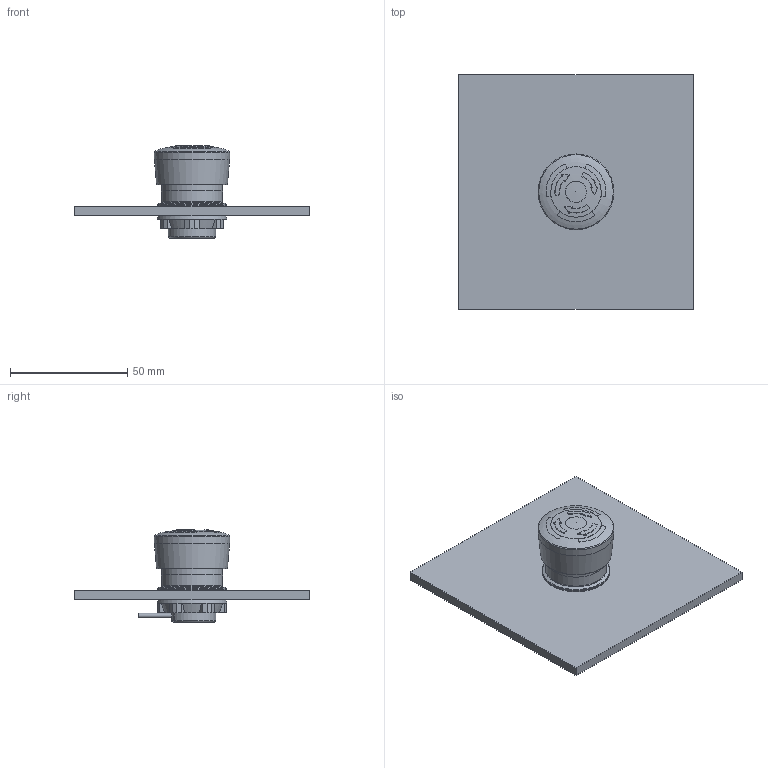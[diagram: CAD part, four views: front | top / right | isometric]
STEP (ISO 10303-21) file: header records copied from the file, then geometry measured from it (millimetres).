
FILE_DESCRIPTION(/* description */ ('Unknown'),/* implementation_level */ '2;1');
FILE_NAME(/* name */ '84-5321.2B40_Rendering',/* time_stamp */ '2021-04-21T08:58:20+02:00',/* author */ ('Unknown'),/* organization */ ('Unknown'),/* preprocessor_version */ 'ST-DEVELOPER v16.7',/* originating_system */ 'DEX',/* authorisation */ $);
FILE_SCHEMA (('AUTOMOTIVE_DESIGN {1 0 10303 214 3 1 1}'));
Length unit declared in the file: millimetre
Products named in the file (15): 84-5321.2B40_E-Stop Pushbutton_R_00585215; 84-5321.2B40_E-Stop Pushbutton_00585216_oa_0; Gehäuse mit Weichkomponente KNA_00584464; Gehäuse ohne Weichkomponente,gelb_00584236; Weichkomponente vom Gehäuse,schwarz_00584240; Druckhaube_00521757; Schaltelement_OE_OE_KNA_00452207; Schraubring_00301237; Oeffnerkontakt_kurz_KNA_00452250; Kontaktniet_KNA_00452246; Oeffnerkontakt_kurz_KNA_00452253; 282388_000283365_000283367_000283369; Abdeckung_KNA_00452240; Panel_R_D1-22_B-4mm_00584775; 84-5221.2B20_Leuchtrot_00589347
Assembly tree (15 placements, depth 4):
  84-5321.2B40_E-Stop Pushbutton_R_00585215
    84-5321.2B40_E-Stop Pushbutton_00585216_oa_0
      Gehäuse mit Weichkomponente KNA_00584464
        Gehäuse ohne Weichkomponente,gelb_00584236
        Weichkomponente vom Gehäuse,schwarz_00584240
      Druckhaube_00521757
      Schaltelement_OE_OE_KNA_00452207
      Schraubring_00301237
      Oeffnerkontakt_kurz_KNA_00452250  x2
        Kontaktniet_KNA_00452246
        Oeffnerkontakt_kurz_KNA_00452253
      282388_000283365_000283367_000283369
      Abdeckung_KNA_00452240
    Panel_R_D1-22_B-4mm_00584775
    84-5221.2B20_Leuchtrot_00589347
Bounding box: 100 x 100 x 39.34 mm (x, y, z)
Volume: 53606.7 mm3; surface area: 37787.5 mm2
Topology: 19 solids, 19 shells, 613 faces, 1541 edges, 955 vertices
Faces by surface type: plane 229, cylinder 146, bspline 103, torus 61, cone 48, sphere 26
Full cylindrical faces by diameter (mm): 1.2 x2, 1.5 x4, 1.6 x4, 2 x2, 2.2 x2, 2.5 x1, 19.2 x2, 20.949 x7, 21 x1, 22 x2, 22.28 x4, 22.4 x1, 24.4 x2, 26 x4, 27.771 x1, 27.8 x1, 28.8 x1, 29 x1
Entity records: 18956 total; most frequent: CARTESIAN_POINT 6653, ORIENTED_EDGE 2526, DIRECTION 2317, EDGE_CURVE 1263, AXIS2_PLACEMENT_3D 940, VERTEX_POINT 815, EDGE_LOOP 636, FACE_BOUND 636
